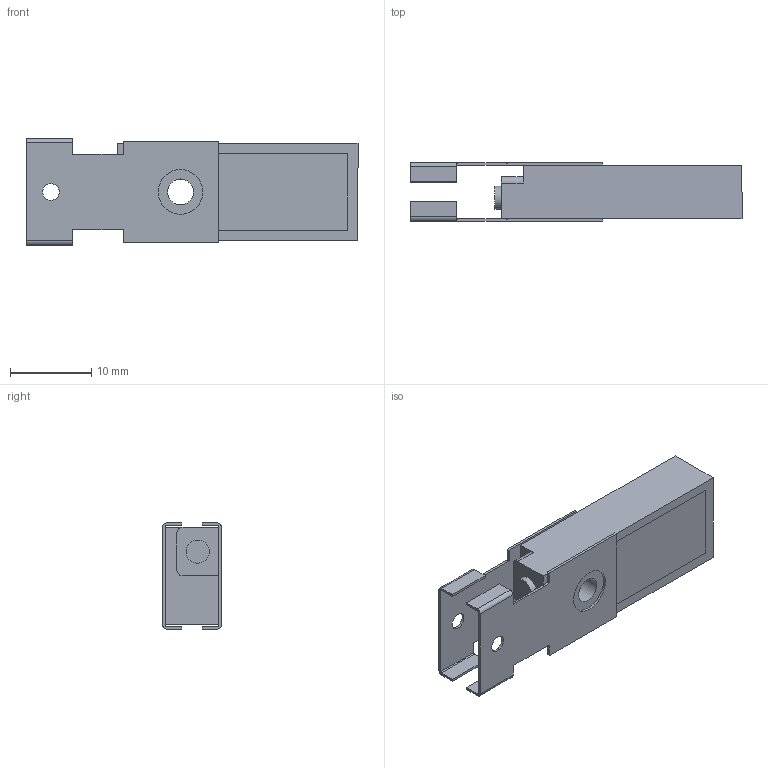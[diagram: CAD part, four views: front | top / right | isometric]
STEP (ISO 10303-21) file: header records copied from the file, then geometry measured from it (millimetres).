
FILE_DESCRIPTION (( 'STEP AP214' ), '1' );
FILE_NAME ('APS4-12S-Z-D.STEP', '2018-05-15T11:29:37', ( '' ), ( '' ), 'SwSTEP 2.0', 'SolidWorks 2017', '' );
FILE_SCHEMA (( 'AUTOMOTIVE_DESIGN' ));
Length unit declared in the file: inch
Products named in the file (1): APS4-12S-Z-D
Bounding box: 40.91 x 7.23 x 13.1 mm (x, y, z)
Volume: 1322.8 mm3; surface area: 3357 mm2
Topology: 4 solids, 4 shells, 88 faces, 228 edges, 152 vertices
Faces by surface type: plane 60, cylinder 28
Full cylindrical faces by diameter (mm): 2.05 x2, 2.845 x1, 3.2 x1, 5.512 x2, 5.74 x1, 5.893 x1, 6.223 x1
Entity records: 2740 total; most frequent: CARTESIAN_POINT 460, DIRECTION 453, ORIENTED_EDGE 438, EDGE_CURVE 219, LINE 163, VECTOR 163, VERTEX_POINT 152, AXIS2_PLACEMENT_3D 145
